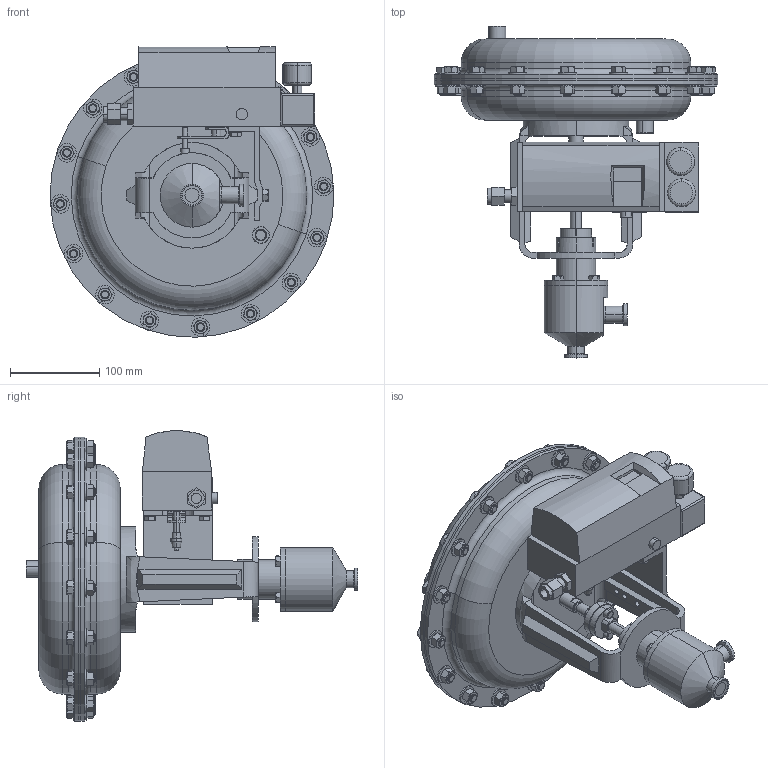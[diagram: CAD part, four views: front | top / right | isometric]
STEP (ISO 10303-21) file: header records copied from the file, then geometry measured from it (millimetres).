
FILE_DESCRIPTION (( 'STEP AP203' ), '1' );
FILE_NAME ('978ESP-075-JD-55M-16IQ.STEP', '2017-06-12T13:23:18', ( '' ), ( '' ), 'SwSTEP 2.0', 'SolidWorks 2014', '' );
FILE_SCHEMA (( 'CONFIG_CONTROL_DESIGN' ));
Length unit declared in the file: inch
Products named in the file (2): 978ESP-075-JD-55M-16IQ
Bounding box: 317.42 x 371.1 x 324.8 mm (x, y, z)
Volume: 6846817.1 mm3; surface area: 435673.1 mm2
Topology: 1 solids, 3 shells, 1211 faces, 2759 edges, 1684 vertices
Faces by surface type: plane 518, cone 413, cylinder 252, torus 22, bspline 4, sphere 2
Entity records: 36490 total; most frequent: CARTESIAN_POINT 9875, ORIENTED_EDGE 5510, DIRECTION 5413, EDGE_CURVE 2755, AXIS2_PLACEMENT_3D 2172, VERTEX_POINT 1684, EDGE_LOOP 1353, ADVANCED_FACE 1211
